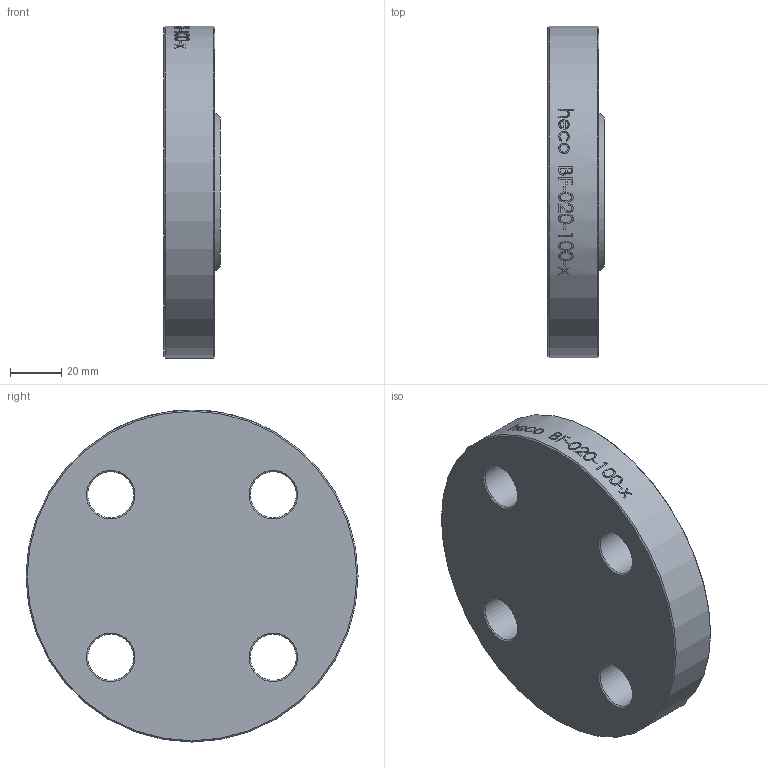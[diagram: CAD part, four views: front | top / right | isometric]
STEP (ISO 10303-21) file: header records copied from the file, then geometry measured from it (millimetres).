
FILE_DESCRIPTION (( 'STEP AP214' ), '1' );
FILE_NAME ('BF-020-100-x Blindflansch PN64 EN1092 2103.STEP', '2021-03-11T09:53:28', ( '' ), ( '' ), 'SwSTEP 2.0', 'SolidWorks 2019', '' );
FILE_SCHEMA (( 'AUTOMOTIVE_DESIGN' ));
Length unit declared in the file: millimetre
Products named in the file (1): BF-020-100-x Blindflansch PN64 EN1092 2103
Bounding box: 22 x 130 x 130 mm (x, y, z)
Volume: 250494.4 mm3; surface area: 36984.1 mm2
Topology: 1 solids, 1 shells, 43 faces, 197 edges, 181 vertices
Faces by surface type: cylinder 29, cone 11, plane 3
Full cylindrical faces by diameter (mm): 18 x4, 130 x1
Entity records: 5701 total; most frequent: CARTESIAN_POINT 3999, ORIENTED_EDGE 352, DIRECTION 218, EDGE_CURVE 176, VERTEX_POINT 176, B_SPLINE_CURVE_WITH_KNOTS 100, AXIS2_PLACEMENT_3D 98, EDGE_LOOP 92
